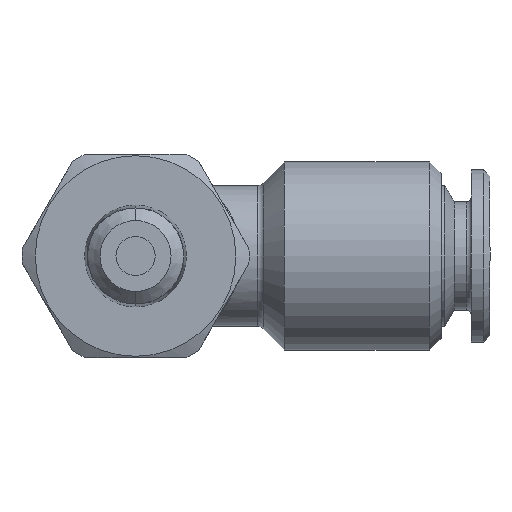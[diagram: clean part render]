
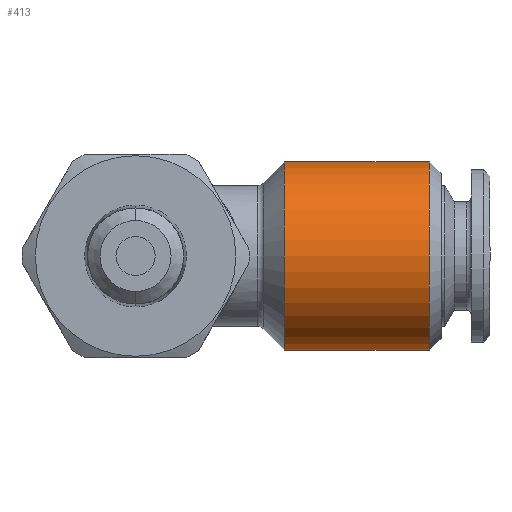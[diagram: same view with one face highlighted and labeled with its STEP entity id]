
A CAD part, front view. The second image highlights one B-rep face of the part: STEP entity #413.
In plain terms, the highlighted cylindrical face has radius 6 mm (diameter 12 mm), a partial arc.
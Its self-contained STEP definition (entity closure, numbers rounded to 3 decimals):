
#405 = ORIENTED_EDGE ( 'NONE', *, *, #1589, .T. ) ;
#413 = ADVANCED_FACE ( 'NONE', ( #2446 ), #2471, .T. ) ;
#428 = EDGE_CURVE ( 'NONE', #1561, #1564, #2399, .T. ) ;
#437 = EDGE_LOOP ( 'NONE', ( #442, #440, #405, #443 ) ) ;
#440 = ORIENTED_EDGE ( 'NONE', *, *, #428, .T. ) ;
#442 = ORIENTED_EDGE ( 'NONE', *, *, #1597, .F. ) ;
#443 = ORIENTED_EDGE ( 'NONE', *, *, #1032, .T. ) ;
#1032 = EDGE_CURVE ( 'NONE', #1601, #1598, #3502, .T. ) ;
#1561 = VERTEX_POINT ( 'NONE', #3551 ) ;
#1564 = VERTEX_POINT ( 'NONE', #3534 ) ;
#1589 = EDGE_CURVE ( 'NONE', #1564, #1601, #3520, .T. ) ;
#1597 = EDGE_CURVE ( 'NONE', #1561, #1598, #3661, .T. ) ;
#1598 = VERTEX_POINT ( 'NONE', #3582 ) ;
#1601 = VERTEX_POINT ( 'NONE', #3669 ) ;
#2399 = CIRCLE ( 'NONE', #2432, 6. ) ;
#2432 = AXIS2_PLACEMENT_3D ( 'NONE', #2434, #2433, #2435 ) ;
#2433 = DIRECTION ( 'NONE',  ( -1., 0., 0. ) ) ;
#2434 = CARTESIAN_POINT ( 'NONE',  ( 18.75, 0., 0. ) ) ;
#2435 = DIRECTION ( 'NONE',  ( 0., 0., 1. ) ) ;
#2446 = FACE_OUTER_BOUND ( 'NONE', #437, .T. ) ;
#2447 = AXIS2_PLACEMENT_3D ( 'NONE', #2468, #2467, #2459 ) ;
#2459 = DIRECTION ( 'NONE',  ( 0., 0., 1. ) ) ;
#2467 = DIRECTION ( 'NONE',  ( -1., 0., 0. ) ) ;
#2468 = CARTESIAN_POINT ( 'NONE',  ( -6.474, 0., 0. ) ) ;
#2471 = CYLINDRICAL_SURFACE ( 'NONE', #2447, 6. ) ;
#3479 = CARTESIAN_POINT ( 'NONE',  ( 9.5, 0., 0. ) ) ;
#3488 = DIRECTION ( 'NONE',  ( 0., 0., -1. ) ) ;
#3489 = DIRECTION ( 'NONE',  ( 1., 0., 0. ) ) ;
#3490 = AXIS2_PLACEMENT_3D ( 'NONE', #3479, #3489, #3488 ) ;
#3502 = CIRCLE ( 'NONE', #3490, 6. ) ;
#3517 = DIRECTION ( 'NONE',  ( -1., 0., 0. ) ) ;
#3518 = VECTOR ( 'NONE', #3517, 1000. ) ;
#3519 = CARTESIAN_POINT ( 'NONE',  ( -6.474, 0., 6. ) ) ;
#3520 = LINE ( 'NONE', #3519, #3518 ) ;
#3534 = CARTESIAN_POINT ( 'NONE',  ( 18.75, 0., 6. ) ) ;
#3551 = CARTESIAN_POINT ( 'NONE',  ( 18.75, 0., -6. ) ) ;
#3582 = CARTESIAN_POINT ( 'NONE',  ( 9.5, 0., -6. ) ) ;
#3661 = LINE ( 'NONE', #3711, #3696 ) ;
#3665 = DIRECTION ( 'NONE',  ( -1., 0., 0. ) ) ;
#3669 = CARTESIAN_POINT ( 'NONE',  ( 9.5, 0., 6. ) ) ;
#3696 = VECTOR ( 'NONE', #3665, 1000. ) ;
#3711 = CARTESIAN_POINT ( 'NONE',  ( -6.474, 0., -6. ) ) ;
